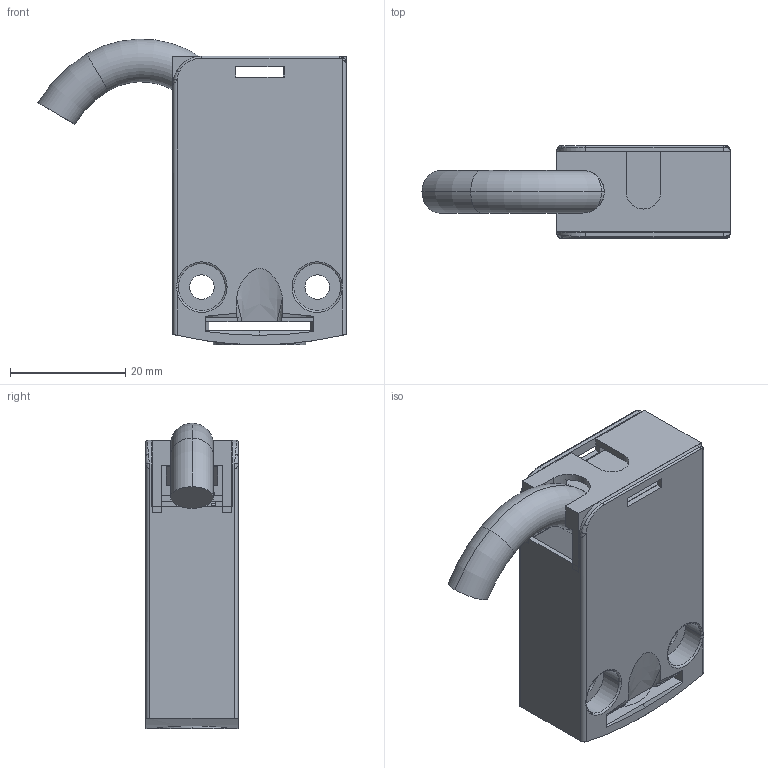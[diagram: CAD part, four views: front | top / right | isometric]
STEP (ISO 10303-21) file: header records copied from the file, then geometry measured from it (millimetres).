
FILE_DESCRIPTION(('STEP AP242'),'1');
FILE_NAME('switch_zcmd21l1.stp','2019-10-02T06:37:31',('TraceParts'),('TraceParts S.A.'),'Spatial InterOp 3D',' ',' ');
FILE_SCHEMA(('AP242_MANAGED_MODEL_BASED_3D_ENGINEERING_MIM_LF {1 0 10303 442 1 1 4}'));
Length unit declared in the file: millimetre
Products named in the file (1): switch_zcmd21l1_1
Bounding box: 53.41 x 16 x 52.97 mm (x, y, z)
Volume: 10221.5 mm3; surface area: 13459.6 mm2
Topology: 5 solids, 5 shells, 504 faces, 1389 edges, 910 vertices
Faces by surface type: plane 236, cylinder 211, bspline 27, torus 24, cone 4, extrusion 2
Entity records: 18139 total; most frequent: CARTESIAN_POINT 5018, ORIENTED_EDGE 2778, DIRECTION 2718, EDGE_CURVE 1389, AXIS2_PLACEMENT_3D 952, VERTEX_POINT 910, VECTOR 814, LINE 812
